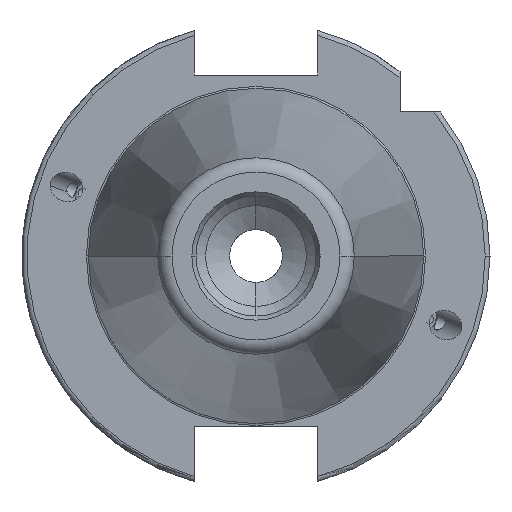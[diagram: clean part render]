
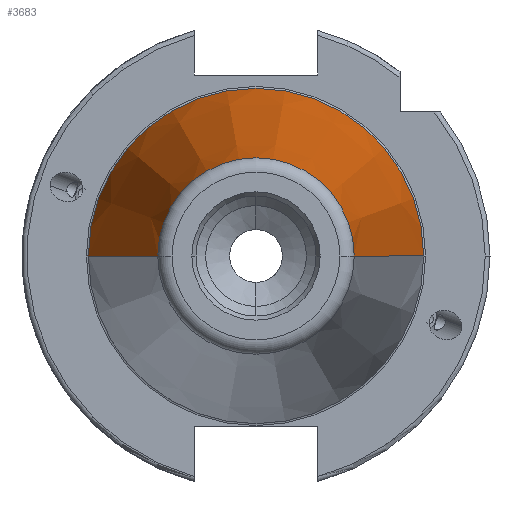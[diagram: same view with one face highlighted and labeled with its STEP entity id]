
A CAD part, left-side view. The second image highlights one B-rep face of the part: STEP entity #3683.
In plain terms, the highlighted conical face has half-angle 8.297 degrees and reference radius 34.925 mm.
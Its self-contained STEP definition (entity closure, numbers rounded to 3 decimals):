
#77 = VECTOR ( 'NONE', #621, 1000. ) ;
#191 = DIRECTION ( 'NONE',  ( 1., 0., 0. ) ) ;
#212 = CARTESIAN_POINT ( 'NONE',  ( -102.383, 0., 0. ) ) ;
#293 = FACE_OUTER_BOUND ( 'NONE', #2986, .T. ) ;
#391 = ORIENTED_EDGE ( 'NONE', *, *, #752, .F. ) ;
#413 = CARTESIAN_POINT ( 'NONE',  ( -3.2, 34.925, 0. ) ) ;
#621 = DIRECTION ( 'NONE',  ( 0.99, -0.144, 0. ) ) ;
#752 = EDGE_CURVE ( 'NONE', #3915, #1568, #2896, .T. ) ;
#1009 = CONICAL_SURFACE ( 'NONE', #2167, 34.925, 0.145 ) ;
#1331 = VERTEX_POINT ( 'NONE', #2321 ) ;
#1391 = DIRECTION ( 'NONE',  ( -1., 0., 0. ) ) ;
#1568 = VERTEX_POINT ( 'NONE', #2995 ) ;
#1815 = DIRECTION ( 'NONE',  ( 0., -1., 0. ) ) ;
#2138 = ORIENTED_EDGE ( 'NONE', *, *, #4416, .T. ) ;
#2167 = AXIS2_PLACEMENT_3D ( 'NONE', #4905, #191, #4120 ) ;
#2221 = CARTESIAN_POINT ( 'NONE',  ( -3.2, 34.925, 0. ) ) ;
#2321 = CARTESIAN_POINT ( 'NONE',  ( -3.2, -34.925, 0. ) ) ;
#2402 = EDGE_CURVE ( 'NONE', #1331, #4712, #4121, .T. ) ;
#2565 = VECTOR ( 'NONE', #4542, 1000. ) ;
#2896 = CIRCLE ( 'NONE', #4010, 20.461 ) ;
#2986 = EDGE_LOOP ( 'NONE', ( #391, #2138, #3055, #3425 ) ) ;
#2995 = CARTESIAN_POINT ( 'NONE',  ( -102.383, 20.461, 0. ) ) ;
#3005 = EDGE_CURVE ( 'NONE', #1568, #4712, #3738, .T. ) ;
#3055 = ORIENTED_EDGE ( 'NONE', *, *, #2402, .T. ) ;
#3198 = LINE ( 'NONE', #3357, #77 ) ;
#3357 = CARTESIAN_POINT ( 'NONE',  ( -3.2, -34.925, 0. ) ) ;
#3425 = ORIENTED_EDGE ( 'NONE', *, *, #3005, .F. ) ;
#3683 = ADVANCED_FACE ( 'NONE', ( #293 ), #1009, .T. ) ;
#3738 = LINE ( 'NONE', #2221, #2565 ) ;
#3744 = CARTESIAN_POINT ( 'NONE',  ( -3.2, 0., 0. ) ) ;
#3887 = AXIS2_PLACEMENT_3D ( 'NONE', #3744, #1391, #4131 ) ;
#3915 = VERTEX_POINT ( 'NONE', #4890 ) ;
#4010 = AXIS2_PLACEMENT_3D ( 'NONE', #212, #4578, #1815 ) ;
#4120 = DIRECTION ( 'NONE',  ( 0., 1., 0. ) ) ;
#4121 = CIRCLE ( 'NONE', #3887, 34.925 ) ;
#4131 = DIRECTION ( 'NONE',  ( 0., -1., 0. ) ) ;
#4416 = EDGE_CURVE ( 'NONE', #3915, #1331, #3198, .T. ) ;
#4542 = DIRECTION ( 'NONE',  ( 0.99, 0.144, 0. ) ) ;
#4578 = DIRECTION ( 'NONE',  ( -1., 0., 0. ) ) ;
#4712 = VERTEX_POINT ( 'NONE', #413 ) ;
#4890 = CARTESIAN_POINT ( 'NONE',  ( -102.383, -20.461, 0. ) ) ;
#4905 = CARTESIAN_POINT ( 'NONE',  ( -3.2, 0., 0. ) ) ;
